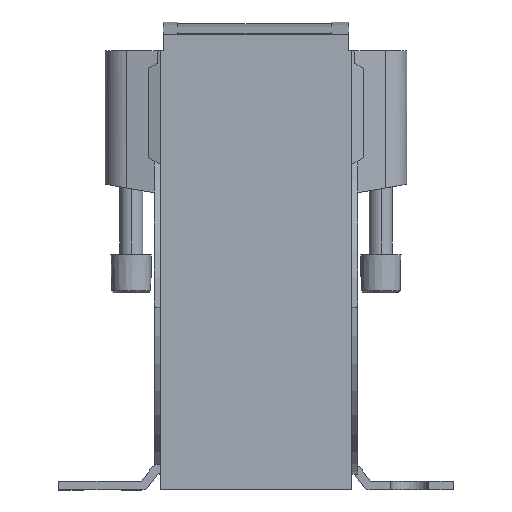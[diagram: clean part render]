
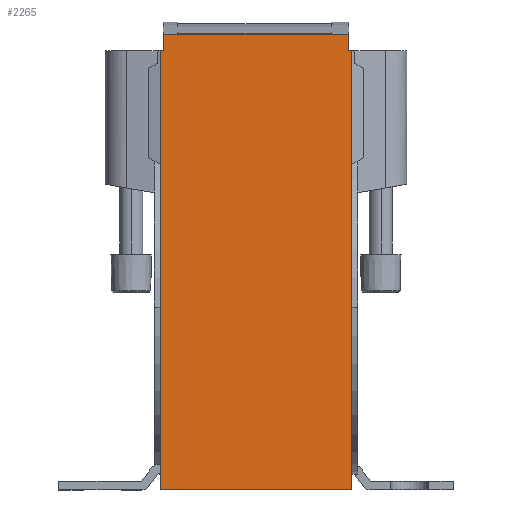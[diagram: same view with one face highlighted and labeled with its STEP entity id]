
A CAD part, left-side view. The second image highlights one B-rep face of the part: STEP entity #2265.
In plain terms, the highlighted planar face has unit normal (-1, 0, 0).
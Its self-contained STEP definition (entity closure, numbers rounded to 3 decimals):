
#2213=AXIS2_PLACEMENT_3D('Plane Axis2P3D',#2210,#2211,#2212) ;
#1809=CARTESIAN_POINT('Vertex',(0.,18.,78.5)) ;
#1812=CARTESIAN_POINT('Line Origine',(0.,18.,77.1)) ;
#1816=CARTESIAN_POINT('Vertex',(0.,18.,75.7)) ;
#2190=CARTESIAN_POINT('Line Origine',(0.,17.75,75.7)) ;
#2194=CARTESIAN_POINT('Vertex',(0.,17.5,75.7)) ;
#2210=CARTESIAN_POINT('Axis2P3D Location',(0.,26.5,78.5)) ;
#2215=CARTESIAN_POINT('Line Origine',(0.,34.,78.5)) ;
#2219=CARTESIAN_POINT('Vertex',(0.,50.,78.5)) ;
#2222=CARTESIAN_POINT('Line Origine',(0.,50.,77.1)) ;
#2226=CARTESIAN_POINT('Vertex',(0.,50.,75.7)) ;
#2229=CARTESIAN_POINT('Line Origine',(0.,50.25,75.7)) ;
#2233=CARTESIAN_POINT('Vertex',(0.,50.5,75.7)) ;
#2236=CARTESIAN_POINT('Line Origine',(0.,50.5,37.85)) ;
#2240=CARTESIAN_POINT('Vertex',(0.,50.5,0.)) ;
#2243=CARTESIAN_POINT('Line Origine',(0.,34.,0.)) ;
#2247=CARTESIAN_POINT('Vertex',(0.,17.5,0.)) ;
#2250=CARTESIAN_POINT('Line Origine',(0.,17.5,37.85)) ;
#1813=DIRECTION('Vector Direction',(0.,0.,-1.)) ;
#2191=DIRECTION('Vector Direction',(0.,1.,0.)) ;
#2211=DIRECTION('Axis2P3D Direction',(1.,0.,0.)) ;
#2212=DIRECTION('Axis2P3D XDirection',(0.,0.,-1.)) ;
#2216=DIRECTION('Vector Direction',(0.,1.,0.)) ;
#2223=DIRECTION('Vector Direction',(0.,0.,-1.)) ;
#2230=DIRECTION('Vector Direction',(0.,-1.,0.)) ;
#2237=DIRECTION('Vector Direction',(0.,0.,-1.)) ;
#2244=DIRECTION('Vector Direction',(0.,1.,0.)) ;
#2251=DIRECTION('Vector Direction',(0.,0.,-1.)) ;
#1814=VECTOR('Line Direction',#1813,1.) ;
#2192=VECTOR('Line Direction',#2191,1.) ;
#2217=VECTOR('Line Direction',#2216,1.) ;
#2224=VECTOR('Line Direction',#2223,1.) ;
#2231=VECTOR('Line Direction',#2230,1.) ;
#2238=VECTOR('Line Direction',#2237,1.) ;
#2245=VECTOR('Line Direction',#2244,1.) ;
#2252=VECTOR('Line Direction',#2251,1.) ;
#2256=ORIENTED_EDGE('',*,*,#2221,.T.) ;
#2257=ORIENTED_EDGE('',*,*,#2228,.F.) ;
#2258=ORIENTED_EDGE('',*,*,#2235,.F.) ;
#2259=ORIENTED_EDGE('',*,*,#2242,.T.) ;
#2260=ORIENTED_EDGE('',*,*,#2249,.F.) ;
#2261=ORIENTED_EDGE('',*,*,#2254,.F.) ;
#2262=ORIENTED_EDGE('',*,*,#2196,.F.) ;
#2263=ORIENTED_EDGE('',*,*,#1818,.F.) ;
#2265=ADVANCED_FACE('STROMWANDLER',(#2264),#2214,.F.) ;
#1818=EDGE_CURVE('',#1810,#1817,#1815,.T.) ;
#2196=EDGE_CURVE('',#1817,#2195,#2193,.F.) ;
#2221=EDGE_CURVE('',#1810,#2220,#2218,.T.) ;
#2228=EDGE_CURVE('',#2227,#2220,#2225,.F.) ;
#2235=EDGE_CURVE('',#2234,#2227,#2232,.T.) ;
#2242=EDGE_CURVE('',#2234,#2241,#2239,.T.) ;
#2249=EDGE_CURVE('',#2248,#2241,#2246,.T.) ;
#2254=EDGE_CURVE('',#2195,#2248,#2253,.T.) ;
#2255=EDGE_LOOP('',(#2256,#2257,#2258,#2259,#2260,#2261,#2262,#2263)) ;
#2264=FACE_OUTER_BOUND('',#2255,.T.) ;
#1815=LINE('Line',#1812,#1814) ;
#2193=LINE('Line',#2190,#2192) ;
#2218=LINE('Line',#2215,#2217) ;
#2225=LINE('Line',#2222,#2224) ;
#2232=LINE('Line',#2229,#2231) ;
#2239=LINE('Line',#2236,#2238) ;
#2246=LINE('Line',#2243,#2245) ;
#2253=LINE('Line',#2250,#2252) ;
#2214=PLANE('',#2213) ;
#1810=VERTEX_POINT('',#1809) ;
#1817=VERTEX_POINT('',#1816) ;
#2195=VERTEX_POINT('',#2194) ;
#2220=VERTEX_POINT('',#2219) ;
#2227=VERTEX_POINT('',#2226) ;
#2234=VERTEX_POINT('',#2233) ;
#2241=VERTEX_POINT('',#2240) ;
#2248=VERTEX_POINT('',#2247) ;
